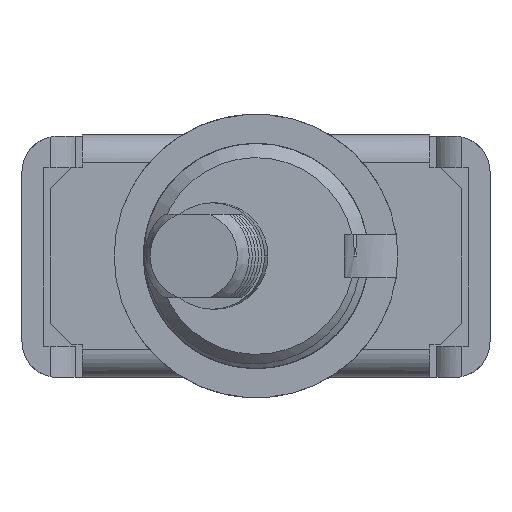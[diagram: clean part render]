
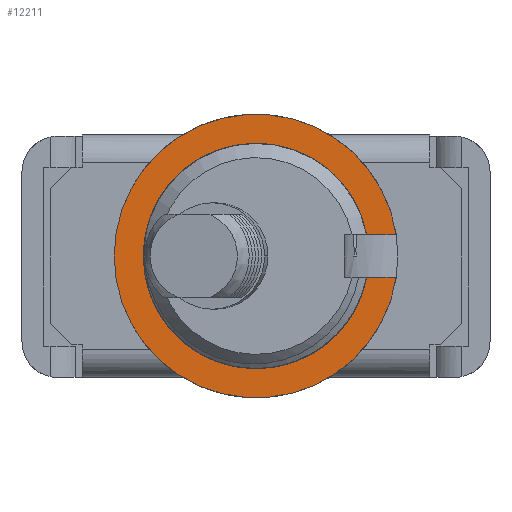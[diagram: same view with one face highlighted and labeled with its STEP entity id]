
A CAD part, front view. The second image highlights one B-rep face of the part: STEP entity #12211.
In plain terms, the highlighted planar face has unit normal (0, -1, 0).
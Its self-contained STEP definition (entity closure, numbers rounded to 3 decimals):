
#6749=DIRECTION('',(1.,0.,0.));
#6750=VECTOR('',#6749,0.837);
#6751=CARTESIAN_POINT('',(3.118,-1.,0.625));
#6752=LINE('',#6751,#6750);
#8811=CARTESIAN_POINT('',(0.,-1.,0.025));
#8812=DIRECTION('',(0.,-1.,0.));
#8813=DIRECTION('',(0.982,0.,0.189));
#8814=AXIS2_PLACEMENT_3D('',#8811,#8812,#8813);
#8816=CARTESIAN_POINT('',(0.,-1.,0.025));
#8817=DIRECTION('',(0.,-1.,0.));
#8818=DIRECTION('',(-1.,0.,0.));
#8819=AXIS2_PLACEMENT_3D('',#8816,#8817,#8818);
#8821=DIRECTION('',(1.,0.,0.));
#8822=VECTOR('',#8821,0.837);
#8823=CARTESIAN_POINT('',(3.118,-1.,-0.575));
#8824=LINE('',#8823,#8822);
#8825=CARTESIAN_POINT('',(0.,-1.,0.025));
#8826=DIRECTION('',(0.,1.,0.));
#8827=DIRECTION('',(0.989,0.,-0.15));
#8828=AXIS2_PLACEMENT_3D('',#8825,#8826,#8827);
#8830=CARTESIAN_POINT('',(0.,-1.,0.025));
#8831=DIRECTION('',(0.,1.,0.));
#8832=DIRECTION('',(-1.,0.,0.));
#8833=AXIS2_PLACEMENT_3D('',#8830,#8831,#8832);
#9195=CARTESIAN_POINT('',(3.955,-1.,0.625));
#9197=VERTEX_POINT('',#9195);
#9198=CARTESIAN_POINT('',(-4.,-1.,0.025));
#9199=VERTEX_POINT('',#9198);
#9249=CARTESIAN_POINT('',(3.118,-1.,0.625));
#9250=VERTEX_POINT('',#9249);
#9328=CARTESIAN_POINT('',(3.118,-1.,-0.575));
#9329=VERTEX_POINT('',#9328);
#9330=CARTESIAN_POINT('',(-3.175,-1.,0.025));
#9331=VERTEX_POINT('',#9330);
#9407=CARTESIAN_POINT('',(3.955,-1.,-0.575));
#9408=VERTEX_POINT('',#9407);
#12198=CARTESIAN_POINT('',(0.,-1.,0.025));
#12199=DIRECTION('',(0.,1.,0.));
#12200=DIRECTION('',(1.,0.,0.));
#12201=AXIS2_PLACEMENT_3D('',#12198,#12199,#12200);
#12202=PLANE('',#12201);
#12203=ORIENTED_EDGE('',*,*,#9529,.F.);
#12204=ORIENTED_EDGE('',*,*,#10185,.T.);
#12205=ORIENTED_EDGE('',*,*,#10183,.T.);
#12206=ORIENTED_EDGE('',*,*,#12082,.T.);
#12207=ORIENTED_EDGE('',*,*,#12193,.T.);
#12208=ORIENTED_EDGE('',*,*,#9434,.T.);
#12209=EDGE_LOOP('',(#12203,#12204,#12205,#12206,#12207,#12208));
#12210=FACE_OUTER_BOUND('',#12209,.F.);
#12211=ADVANCED_FACE('',(#12210),#12202,.F.);
#8815=CIRCLE('',#8814,3.175);
#8820=CIRCLE('',#8819,3.175);
#8829=CIRCLE('',#8828,4.);
#8834=CIRCLE('',#8833,4.);
#9434=EDGE_CURVE('',#9199,#9197,#8834,.T.);
#9529=EDGE_CURVE('',#9250,#9197,#6752,.T.);
#10183=EDGE_CURVE('',#9331,#9329,#8820,.T.);
#10185=EDGE_CURVE('',#9250,#9331,#8815,.T.);
#12082=EDGE_CURVE('',#9329,#9408,#8824,.T.);
#12193=EDGE_CURVE('',#9408,#9199,#8829,.T.);
